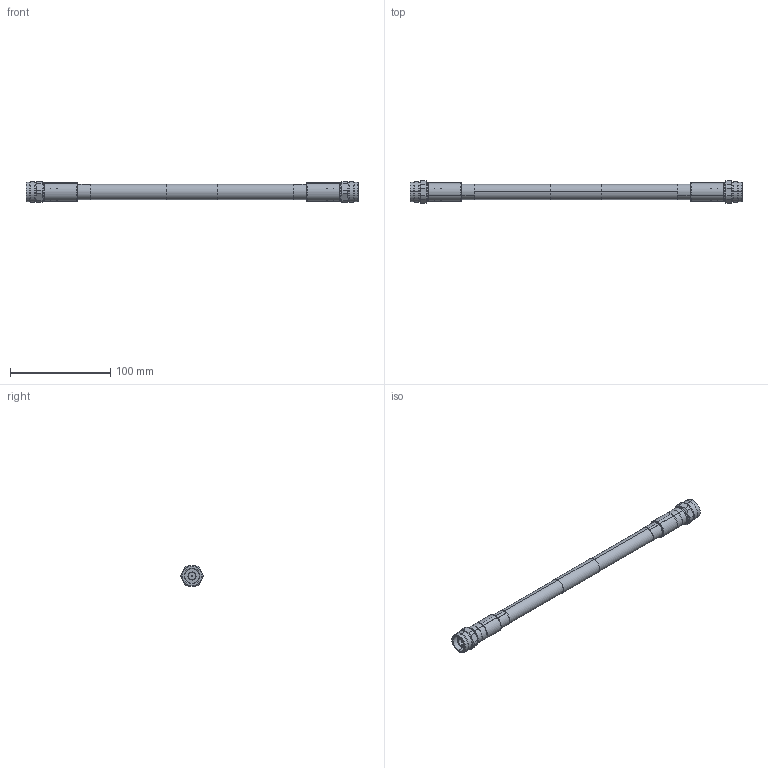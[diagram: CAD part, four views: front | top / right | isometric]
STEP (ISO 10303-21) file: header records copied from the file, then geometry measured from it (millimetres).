
FILE_DESCRIPTION (( 'STEP AP214' ), '1' );
FILE_NAME ('FMC00436-0001_3D.step', '2023-02-23T03:24:31', ( '' ), ( '' ), 'SwSTEP 2.0', 'SolidWorks 2022', '' );
FILE_SCHEMA (( 'AUTOMOTIVE_DESIGN' ));
Length unit declared in the file: inch
Products named in the file (6): Copy of EZ-600-NMH-X_body^EZ-600-NMH-X_FMC00436-0001; EZ-600-NMH-X^FMC00436-0001; FMC00436-0001_3D; heat shrink conn 1^FMC00436-0001_shrunk; LMR-600-DB^FMC00436-0001; Copy of EZ-600-NMH-X_ferrule^EZ-600-NMH-X_FMC00436-0001
Assembly tree (7 placements, depth 3):
  FMC00436-0001_3D
    LMR-600-DB^FMC00436-0001
    EZ-600-NMH-X^FMC00436-0001  x2
      Copy of EZ-600-NMH-X_body^EZ-600-NMH-X_FMC00436-0001
      Copy of EZ-600-NMH-X_ferrule^EZ-600-NMH-X_FMC00436-0001
    heat shrink conn 1^FMC00436-0001_shrunk  x2
Bounding box: 330.48 x 21.93 x 20.57 mm (x, y, z)
Volume: 58575.9 mm3; surface area: 39834.6 mm2
Topology: 8 solids, 8 shells, 274 faces, 574 edges, 334 vertices
Faces by surface type: cylinder 106, cone 100, plane 48, torus 20
Entity records: 4141 total; most frequent: DIRECTION 750, CARTESIAN_POINT 724, ORIENTED_EDGE 588, AXIS2_PLACEMENT_3D 319, EDGE_CURVE 294, VERTEX_POINT 173, CIRCLE 166, EDGE_LOOP 159
